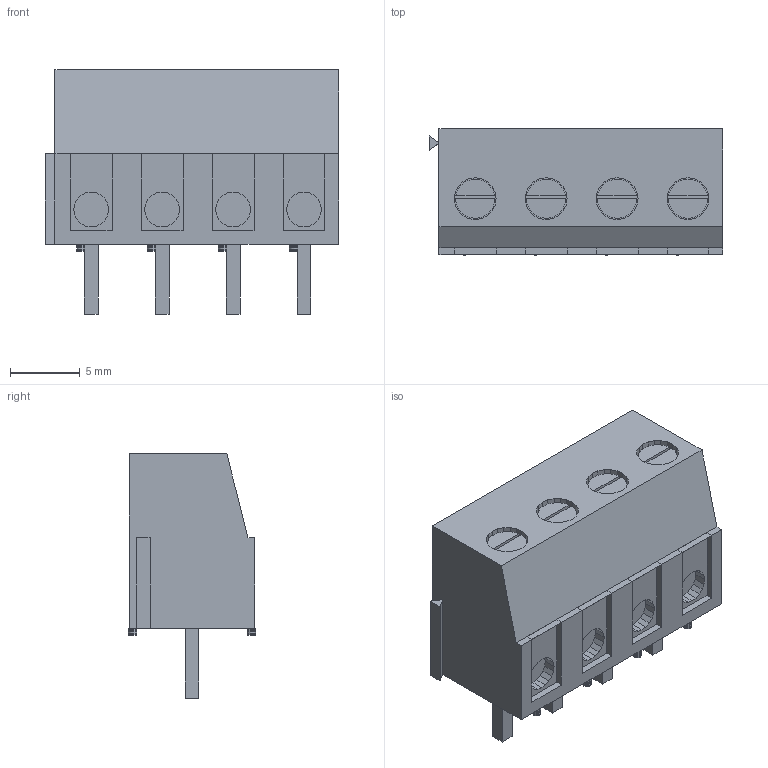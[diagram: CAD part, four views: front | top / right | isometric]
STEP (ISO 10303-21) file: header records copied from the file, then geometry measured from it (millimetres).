
FILE_DESCRIPTION(('FreeCAD Model'),'2;1');
FILE_NAME('union001.step','2020-10-23T23:00:28',('kicad StepUp'),( 'ksu MCAD'),'Open CASCADE STEP processor 7.4','FreeCAD','Unknown');
FILE_SCHEMA(('AUTOMOTIVE_DESIGN { 1 0 10303 214 1 1 1 1 }'));
Length unit declared in the file: millimetre
Products named in the file (1): union001
Bounding box: 21.02 x 9.1 x 17.5 mm (x, y, z)
Volume: 1913.7 mm3; surface area: 1708.8 mm2
Topology: 1 solids, 9 shells, 762 faces, 2141 edges, 1421 vertices
Faces by surface type: plane 762
Entity records: 29344 total; most frequent: CARTESIAN_POINT 4325, ORIENTED_EDGE 4282, DIRECTION 3667, EDGE_CURVE 2141, LINE 2141, VECTOR 2141, VERTEX_POINT 1421, FACE_BOUND 786
